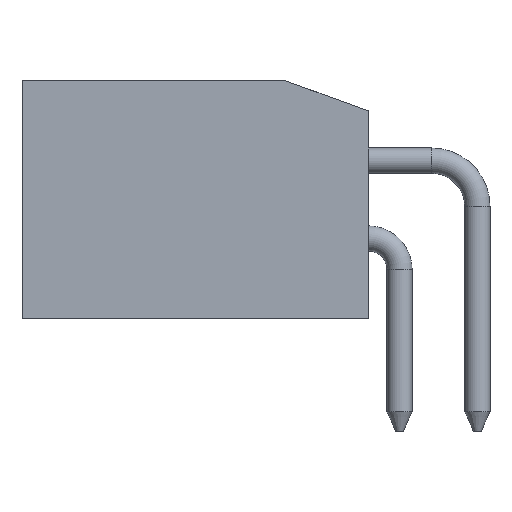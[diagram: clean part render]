
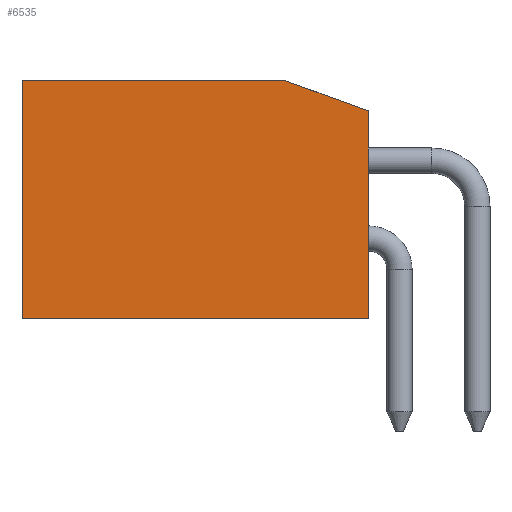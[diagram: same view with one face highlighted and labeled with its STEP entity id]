
A CAD part, left-side view. The second image highlights one B-rep face of the part: STEP entity #6535.
In plain terms, the highlighted planar face has unit normal (-1, 0, 0).
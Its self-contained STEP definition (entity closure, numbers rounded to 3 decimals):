
#13=DIRECTION('',(0.,0.,1.));
#14=VECTOR('',#13,6.1);
#15=CARTESIAN_POINT('',(-7.3,8.7,-3.05));
#16=LINE('',#15,#14);
#205=DIRECTION('',(0.,1.,0.));
#206=VECTOR('',#205,6.777);
#207=CARTESIAN_POINT('',(-7.3,1.923,3.05));
#208=LINE('',#207,#206);
#309=DIRECTION('',(0.,0.94,0.342));
#310=VECTOR('',#309,2.259);
#311=CARTESIAN_POINT('',(-7.3,-0.2,2.277));
#312=LINE('',#311,#310);
#381=DIRECTION('',(0.,-1.,0.));
#382=VECTOR('',#381,8.9);
#383=CARTESIAN_POINT('',(-7.3,8.7,-3.05));
#384=LINE('',#383,#382);
#525=DIRECTION('',(0.,0.,-1.));
#526=VECTOR('',#525,5.327);
#527=CARTESIAN_POINT('',(-7.3,-0.2,2.277));
#528=LINE('',#527,#526);
#2445=CARTESIAN_POINT('',(-7.3,8.7,-3.05));
#2446=CARTESIAN_POINT('',(-7.3,8.7,3.05));
#2447=VERTEX_POINT('',#2445);
#2448=VERTEX_POINT('',#2446);
#2473=CARTESIAN_POINT('',(-7.3,1.923,3.05));
#2474=VERTEX_POINT('',#2473);
#2517=CARTESIAN_POINT('',(-7.3,-0.2,-3.05));
#2518=VERTEX_POINT('',#2517);
#3113=CARTESIAN_POINT('',(-7.3,-0.2,2.277));
#3114=VERTEX_POINT('',#3113);
#6523=CARTESIAN_POINT('',(-7.3,0.,-3.05));
#6524=DIRECTION('',(-1.,0.,0.));
#6525=DIRECTION('',(0.,0.,1.));
#6526=AXIS2_PLACEMENT_3D('',#6523,#6524,#6525);
#6527=PLANE('',#6526);
#6528=ORIENTED_EDGE('',*,*,#3551,.F.);
#6529=ORIENTED_EDGE('',*,*,#3787,.T.);
#6530=ORIENTED_EDGE('',*,*,#3629,.F.);
#6531=ORIENTED_EDGE('',*,*,#3128,.T.);
#6532=ORIENTED_EDGE('',*,*,#3456,.F.);
#6533=EDGE_LOOP('',(#6528,#6529,#6530,#6531,#6532));
#6534=FACE_OUTER_BOUND('',#6533,.F.);
#3128=EDGE_CURVE('',#2447,#2448,#16,.T.);
#3456=EDGE_CURVE('',#2474,#2448,#208,.T.);
#3551=EDGE_CURVE('',#3114,#2474,#312,.T.);
#3629=EDGE_CURVE('',#2447,#2518,#384,.T.);
#3787=EDGE_CURVE('',#3114,#2518,#528,.T.);
#6535=ADVANCED_FACE('',(#6534),#6527,.T.);
